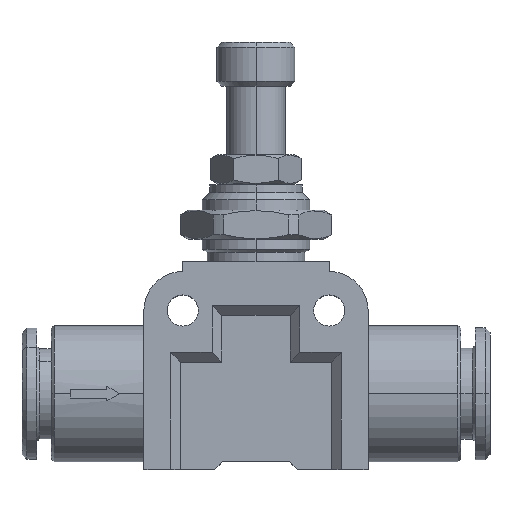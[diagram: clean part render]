
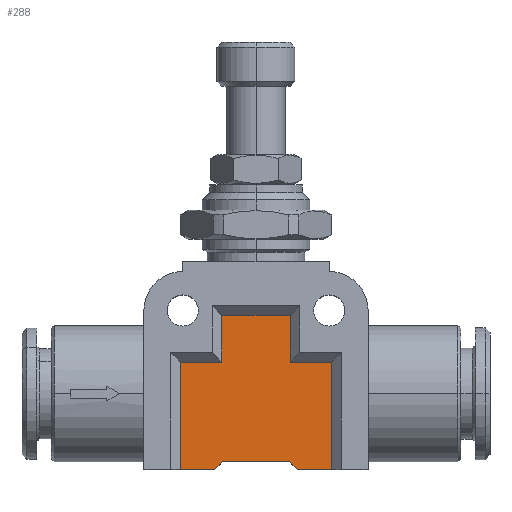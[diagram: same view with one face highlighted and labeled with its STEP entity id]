
A CAD part, top view. The second image highlights one B-rep face of the part: STEP entity #288.
In plain terms, the highlighted planar face has unit normal (0, 0, 1).
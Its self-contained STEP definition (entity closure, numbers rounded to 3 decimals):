
#209 = VERTEX_POINT ( 'NONE', #2163 ) ;
#224 = VERTEX_POINT ( 'NONE', #2173 ) ;
#257 = ORIENTED_EDGE ( 'NONE', *, *, #265, .T. ) ;
#263 = EDGE_CURVE ( 'NONE', #209, #224, #2113, .T. ) ;
#265 = EDGE_CURVE ( 'NONE', #268, #279, #2185, .T. ) ;
#266 = ORIENTED_EDGE ( 'NONE', *, *, #315, .T. ) ;
#268 = VERTEX_POINT ( 'NONE', #2128 ) ;
#270 = EDGE_CURVE ( 'NONE', #310, #209, #2161, .T. ) ;
#272 = EDGE_CURVE ( 'NONE', #312, #295, #2198, .T. ) ;
#273 = EDGE_CURVE ( 'NONE', #322, #268, #2195, .T. ) ;
#274 = ORIENTED_EDGE ( 'NONE', *, *, #270, .F. ) ;
#276 = EDGE_CURVE ( 'NONE', #322, #310, #2216, .T. ) ;
#279 = VERTEX_POINT ( 'NONE', #2241 ) ;
#284 = EDGE_CURVE ( 'NONE', #293, #309, #2188, .T. ) ;
#288 = ADVANCED_FACE ( 'NONE', ( #2271 ), #2238, .F. ) ;
#291 = ORIENTED_EDGE ( 'NONE', *, *, #308, .T. ) ;
#292 = ORIENTED_EDGE ( 'NONE', *, *, #329, .T. ) ;
#293 = VERTEX_POINT ( 'NONE', #2218 ) ;
#295 = VERTEX_POINT ( 'NONE', #2217 ) ;
#298 = EDGE_CURVE ( 'NONE', #224, #345, #2228, .T. ) ;
#300 = EDGE_LOOP ( 'NONE', ( #324, #257, #266, #313, #291, #292, #330, #336, #334, #337, #274, #305 ) ) ;
#305 = ORIENTED_EDGE ( 'NONE', *, *, #276, .F. ) ;
#307 = VERTEX_POINT ( 'NONE', #2275 ) ;
#308 = EDGE_CURVE ( 'NONE', #295, #307, #2274, .T. ) ;
#309 = VERTEX_POINT ( 'NONE', #2244 ) ;
#310 = VERTEX_POINT ( 'NONE', #2243 ) ;
#312 = VERTEX_POINT ( 'NONE', #2242 ) ;
#313 = ORIENTED_EDGE ( 'NONE', *, *, #272, .T. ) ;
#315 = EDGE_CURVE ( 'NONE', #279, #312, #2211, .T. ) ;
#322 = VERTEX_POINT ( 'NONE', #2231 ) ;
#324 = ORIENTED_EDGE ( 'NONE', *, *, #273, .T. ) ;
#329 = EDGE_CURVE ( 'NONE', #307, #293, #2253, .T. ) ;
#330 = ORIENTED_EDGE ( 'NONE', *, *, #284, .T. ) ;
#334 = ORIENTED_EDGE ( 'NONE', *, *, #298, .F. ) ;
#335 = EDGE_CURVE ( 'NONE', #309, #345, #2261, .T. ) ;
#336 = ORIENTED_EDGE ( 'NONE', *, *, #335, .T. ) ;
#337 = ORIENTED_EDGE ( 'NONE', *, *, #263, .F. ) ;
#345 = VERTEX_POINT ( 'NONE', #2287 ) ;
#2110 = DIRECTION ( 'NONE',  ( -1., 0., 0. ) ) ;
#2111 = VECTOR ( 'NONE', #2110, 1000. ) ;
#2112 = CARTESIAN_POINT ( 'NONE',  ( -3.45, 0.8, 6.5 ) ) ;
#2113 = LINE ( 'NONE', #2112, #2111 ) ;
#2128 = CARTESIAN_POINT ( 'NONE',  ( 7.75, 11., 6.5 ) ) ;
#2158 = DIRECTION ( 'NONE',  ( -0.707, 0.707, 0. ) ) ;
#2159 = VECTOR ( 'NONE', #2158, 1000. ) ;
#2160 = CARTESIAN_POINT ( 'NONE',  ( 3.45, 0.8, 6.5 ) ) ;
#2161 = LINE ( 'NONE', #2160, #2159 ) ;
#2163 = CARTESIAN_POINT ( 'NONE',  ( 3.45, 0.8, 6.5 ) ) ;
#2173 = CARTESIAN_POINT ( 'NONE',  ( -3.45, 0.8, 6.5 ) ) ;
#2182 = DIRECTION ( 'NONE',  ( -1., 0., 0. ) ) ;
#2183 = VECTOR ( 'NONE', #2182, 1000. ) ;
#2184 = CARTESIAN_POINT ( 'NONE',  ( 3.5, 11., 6.5 ) ) ;
#2185 = LINE ( 'NONE', #2184, #2183 ) ;
#2188 = LINE ( 'NONE', #2191, #2190 ) ;
#2189 = CARTESIAN_POINT ( 'NONE',  ( 7.75, 11., 6.5 ) ) ;
#2190 = VECTOR ( 'NONE', #2272, 1000. ) ;
#2191 = CARTESIAN_POINT ( 'NONE',  ( -7.75, 0., 6.5 ) ) ;
#2192 = DIRECTION ( 'NONE',  ( -1., 0., 0. ) ) ;
#2193 = DIRECTION ( 'NONE',  ( 0., 0., -1. ) ) ;
#2194 = CARTESIAN_POINT ( 'NONE',  ( 7.75, 0., 6.5 ) ) ;
#2195 = LINE ( 'NONE', #2189, #2199 ) ;
#2196 = DIRECTION ( 'NONE',  ( 0., 1., 0. ) ) ;
#2198 = LINE ( 'NONE', #2212, #2273 ) ;
#2199 = VECTOR ( 'NONE', #2196, 1000. ) ;
#2208 = DIRECTION ( 'NONE',  ( 0., 1., 0. ) ) ;
#2209 = VECTOR ( 'NONE', #2208, 1000. ) ;
#2210 = CARTESIAN_POINT ( 'NONE',  ( 3.5, 15.8, 6.5 ) ) ;
#2211 = LINE ( 'NONE', #2210, #2209 ) ;
#2212 = CARTESIAN_POINT ( 'NONE',  ( -3.5, 15.8, 6.5 ) ) ;
#2213 = CARTESIAN_POINT ( 'NONE',  ( 4.25, 0., 6.5 ) ) ;
#2215 = DIRECTION ( 'NONE',  ( -1., 0., 0. ) ) ;
#2216 = LINE ( 'NONE', #2213, #2230 ) ;
#2217 = CARTESIAN_POINT ( 'NONE',  ( -3.5, 15.8, 6.5 ) ) ;
#2218 = CARTESIAN_POINT ( 'NONE',  ( -7.75, 11., 6.5 ) ) ;
#2225 = DIRECTION ( 'NONE',  ( -0.707, -0.707, 0. ) ) ;
#2226 = VECTOR ( 'NONE', #2225, 1000. ) ;
#2227 = CARTESIAN_POINT ( 'NONE',  ( -4.25, 0., 6.5 ) ) ;
#2228 = LINE ( 'NONE', #2227, #2226 ) ;
#2230 = VECTOR ( 'NONE', #2215, 1000. ) ;
#2231 = CARTESIAN_POINT ( 'NONE',  ( 7.75, 0., 6.5 ) ) ;
#2236 = DIRECTION ( 'NONE',  ( -1., 0., 0. ) ) ;
#2237 = AXIS2_PLACEMENT_3D ( 'NONE', #2194, #2193, #2192 ) ;
#2238 = PLANE ( 'NONE',  #2237 ) ;
#2241 = CARTESIAN_POINT ( 'NONE',  ( 3.5, 11., 6.5 ) ) ;
#2242 = CARTESIAN_POINT ( 'NONE',  ( 3.5, 15.8, 6.5 ) ) ;
#2243 = CARTESIAN_POINT ( 'NONE',  ( 4.25, 0., 6.5 ) ) ;
#2244 = CARTESIAN_POINT ( 'NONE',  ( -7.75, 0., 6.5 ) ) ;
#2245 = DIRECTION ( 'NONE',  ( 0., -1., 0. ) ) ;
#2246 = VECTOR ( 'NONE', #2245, 1000. ) ;
#2247 = CARTESIAN_POINT ( 'NONE',  ( -3.5, 11., 6.5 ) ) ;
#2250 = DIRECTION ( 'NONE',  ( -1., 0., 0. ) ) ;
#2251 = VECTOR ( 'NONE', #2250, 1000. ) ;
#2252 = CARTESIAN_POINT ( 'NONE',  ( -7.75, 11., 6.5 ) ) ;
#2253 = LINE ( 'NONE', #2252, #2251 ) ;
#2258 = DIRECTION ( 'NONE',  ( 1., 0., 0. ) ) ;
#2259 = VECTOR ( 'NONE', #2258, 1000. ) ;
#2260 = CARTESIAN_POINT ( 'NONE',  ( -7.75, 0., 6.5 ) ) ;
#2261 = LINE ( 'NONE', #2260, #2259 ) ;
#2271 = FACE_OUTER_BOUND ( 'NONE', #300, .T. ) ;
#2272 = DIRECTION ( 'NONE',  ( 0., -1., 0. ) ) ;
#2273 = VECTOR ( 'NONE', #2236, 1000. ) ;
#2274 = LINE ( 'NONE', #2247, #2246 ) ;
#2275 = CARTESIAN_POINT ( 'NONE',  ( -3.5, 11., 6.5 ) ) ;
#2287 = CARTESIAN_POINT ( 'NONE',  ( -4.25, 0., 6.5 ) ) ;
